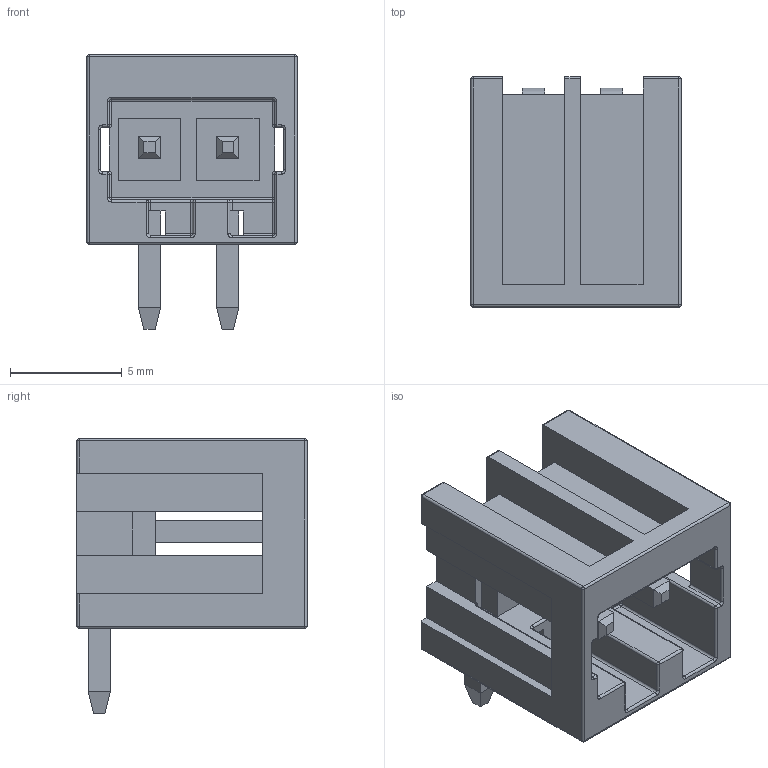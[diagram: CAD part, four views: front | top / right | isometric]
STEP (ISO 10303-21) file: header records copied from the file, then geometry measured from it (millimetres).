
FILE_DESCRIPTION(/* description */ ('model of Wago_734-162_1x02_P3.50mm_Horizontal'),/* implementation_level */ '2;1');
FILE_NAME(/* name */ 'Wago_734-162_1x02_P3.50mm_Horizontal.step',/* time_stamp */ '2020-11-11T11:49:05',/* author */ ('kicad StepUp','ksu'),/* organization */ ('FreeCAD'),/* preprocessor_version */ 'OCC',/* originating_system */ 'kicad StepUp',/* authorisation */ '');
FILE_SCHEMA(('AUTOMOTIVE_DESIGN { 1 0 10303 214 1 1 1 1 }'));
Length unit declared in the file: millimetre
Products named in the file (1): Wago_734_162_1x02_P350mm_Horizontal
Bounding box: 9.4 x 10.3 x 12.3 mm (x, y, z)
Volume: 351.8 mm3; surface area: 926.9 mm2
Topology: 1 solids, 1 shells, 219 faces, 568 edges, 327 vertices
Faces by surface type: plane 108, cylinder 71, sphere 21, torus 19
Entity records: 8120 total; most frequent: CARTESIAN_POINT 1270, DIRECTION 1140, ORIENTED_EDGE 1094, EDGE_CURVE 547, AXIS2_PLACEMENT_3D 381, LINE 378, VECTOR 378, VERTEX_POINT 327
